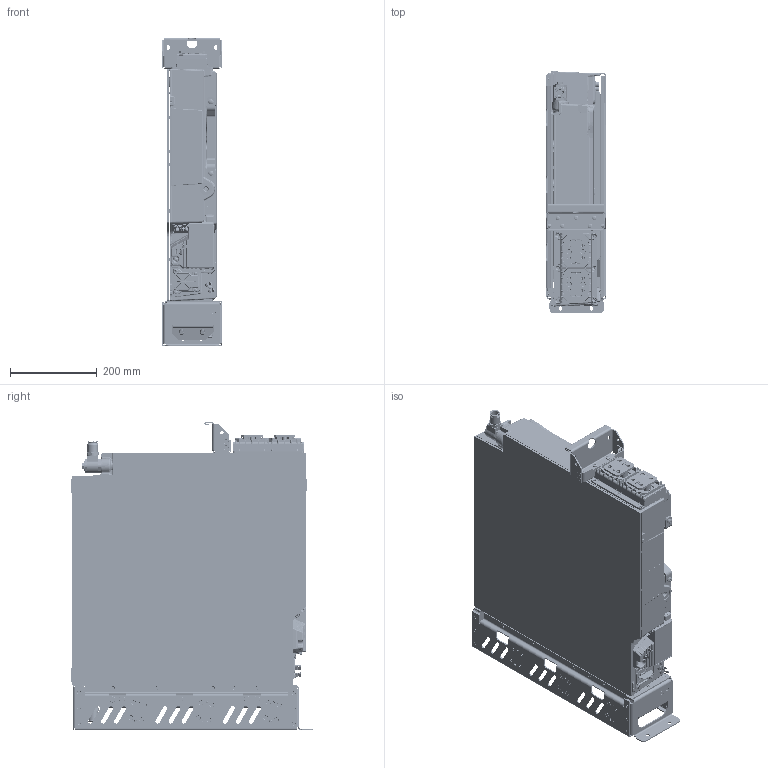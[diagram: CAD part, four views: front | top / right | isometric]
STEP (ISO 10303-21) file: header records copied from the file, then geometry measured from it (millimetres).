
FILE_DESCRIPTION(/* description */ (''),/* implementation_level */ '2;1');
FILE_NAME(/* name */ 'IC7-60-XM10L.stp',/* time_stamp */ '2022-10-31T12:28:37+02:00',/* author */ (''),/* organization */ (''),/* preprocessor_version */ 'ST-DEVELOPER v16.7',/* originating_system */ 'SIEMENS PLM Software NX 1892',/* authorisation */ '');
FILE_SCHEMA (('AP203_CONFIGURATION_CONTROLLED_3D_DESIGN_OF_MECHANICAL_PARTS_AND_ASSEMBLIES_MIM_LF { 1 0 10303 403 2 1 2}'));
Bounding box: 140.01 x 557.97 x 710.01 mm (x, y, z)
Volume: 16823397.4 mm3; surface area: 3220298.9 mm2
Topology: 179 solids, 186 shells, 16921 faces, 41951 edges, 25397 vertices
Faces by surface type: cylinder 6102, plane 5486, bspline 3326, cone 854, torus 672, sphere 366, extrusion 115
Full cylindrical faces by diameter (mm): 1.2 x5, 1.25 x5, 1.6 x4, 2 x3, 2.5 x4, 2.9 x4, 3.3 x4, 3.5 x4, 3.6 x6, 3.7 x19, 4 x37, 4.1 x3, 4.2 x8, 4.5 x29, 4.6 x29, 4.9 x4, 5 x47, 5.1 x1, 5.2 x25, 5.5 x7, 6 x4, 6.5 x12, 6.8 x15, 6.9 x4, 7 x5, 7.5 x11, 8 x31, 8.2 x2, 8.4 x3, 8.5 x2
Entity records: 492558 total; most frequent: CRTPNT 158083, ORNEDG 65608, DRCTN 61050, EDGCRV 32804, A2PL3D 22887, VRTPNT 20342, EDGLP 15462, VECTOR 15276
